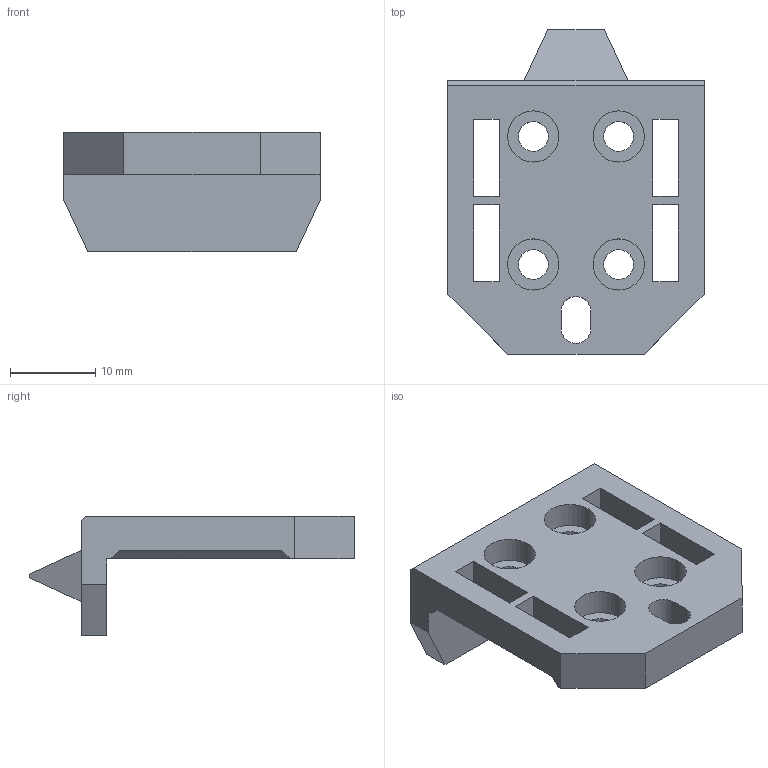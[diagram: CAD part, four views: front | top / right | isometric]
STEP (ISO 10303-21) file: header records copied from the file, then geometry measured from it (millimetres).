
FILE_DESCRIPTION (( 'STEP AP214' ), '1' );
FILE_NAME ('Belt Cradle.STEP', '2023-01-28T20:50:29', ( '' ), ( '' ), 'SwSTEP 2.0', 'SolidWorks 2020', '' );
FILE_SCHEMA (( 'AUTOMOTIVE_DESIGN' ));
Length unit declared in the file: millimetre
Products named in the file (1): Belt Cradle
Bounding box: 30 x 38 x 14 mm (x, y, z)
Volume: 4315.5 mm3; surface area: 3469.9 mm2
Topology: 1 solids, 1 shells, 66 faces, 177 edges, 114 vertices
Faces by surface type: plane 48, cylinder 18
Entity records: 2111 total; most frequent: CARTESIAN_POINT 358, ORIENTED_EDGE 354, DIRECTION 347, EDGE_CURVE 177, VECTOR 141, LINE 141, VERTEX_POINT 114, AXIS2_PLACEMENT_3D 103
